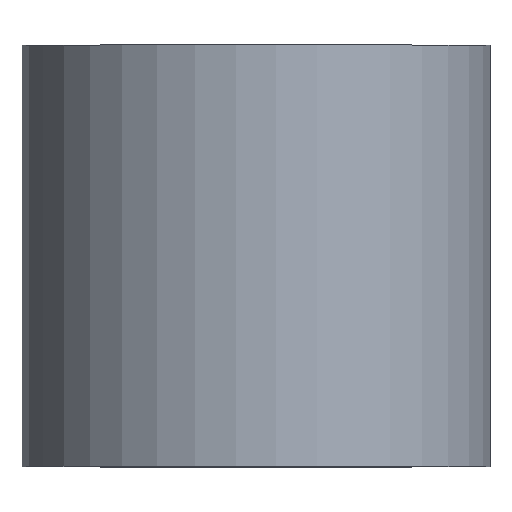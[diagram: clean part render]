
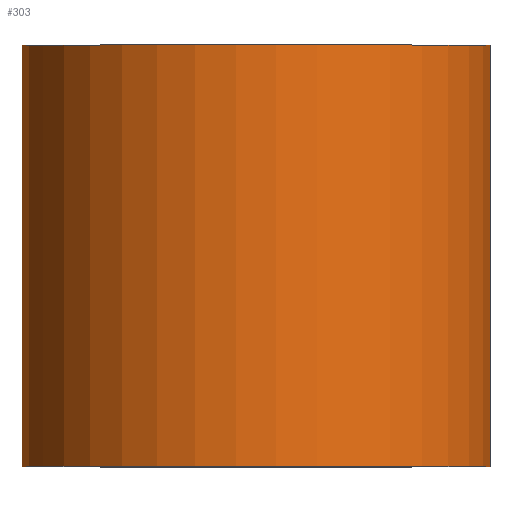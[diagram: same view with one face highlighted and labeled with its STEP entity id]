
A CAD part, top view. The second image highlights one B-rep face of the part: STEP entity #303.
In plain terms, the highlighted cylindrical face has radius 17 mm (diameter 34 mm), a partial arc.
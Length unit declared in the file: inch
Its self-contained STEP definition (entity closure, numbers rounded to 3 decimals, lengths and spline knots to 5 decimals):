
#43=FACE_OUTER_BOUND('',#61,.T.);
#61=EDGE_LOOP('',(#271,#272,#273,#274,#275,#276));
#70=LINE('',#474,#96);
#75=LINE('',#483,#101);
#83=LINE('',#516,#109);
#88=LINE('',#525,#114);
#96=VECTOR('',#378,0.3937);
#101=VECTOR('',#385,0.3937);
#109=VECTOR('',#425,0.3937);
#114=VECTOR('',#432,0.3937);
#127=CIRCLE('',#346,0.66929);
#130=CIRCLE('',#351,0.66929);
#132=VERTEX_POINT('',#452);
#139=VERTEX_POINT('',#473);
#142=VERTEX_POINT('',#481);
#150=VERTEX_POINT('',#511);
#151=VERTEX_POINT('',#515);
#154=VERTEX_POINT('',#523);
#166=EDGE_CURVE('',#139,#132,#70,.T.);
#171=EDGE_CURVE('',#132,#142,#75,.T.);
#187=EDGE_CURVE('',#151,#150,#83,.T.);
#192=EDGE_CURVE('',#150,#154,#88,.T.);
#193=EDGE_CURVE('',#151,#142,#127,.T.);
#196=EDGE_CURVE('',#154,#139,#130,.T.);
#271=ORIENTED_EDGE('',*,*,#187,.T.);
#272=ORIENTED_EDGE('',*,*,#192,.T.);
#273=ORIENTED_EDGE('',*,*,#196,.T.);
#274=ORIENTED_EDGE('',*,*,#166,.T.);
#275=ORIENTED_EDGE('',*,*,#171,.T.);
#276=ORIENTED_EDGE('',*,*,#193,.F.);
#286=CYLINDRICAL_SURFACE('',#350,0.66929);
#303=ADVANCED_FACE('',(#43),#286,.T.);
#346=AXIS2_PLACEMENT_3D('',#527,#435,#436);
#350=AXIS2_PLACEMENT_3D('',#531,#443,#444);
#351=AXIS2_PLACEMENT_3D('',#532,#445,#446);
#378=DIRECTION('',(0.,1.,0.));
#385=DIRECTION('',(0.,1.,0.));
#425=DIRECTION('',(0.,-1.,0.));
#432=DIRECTION('',(0.,-1.,0.));
#435=DIRECTION('center_axis',(0.,1.,0.));
#436=DIRECTION('ref_axis',(1.,0.,0.));
#443=DIRECTION('center_axis',(0.,1.,0.));
#444=DIRECTION('ref_axis',(1.,0.,0.));
#445=DIRECTION('center_axis',(0.,1.,0.));
#446=DIRECTION('ref_axis',(1.,0.,0.));
#452=CARTESIAN_POINT('',(0.66637,0.6,0.0625));
#473=CARTESIAN_POINT('',(0.66637,0.,0.0625));
#474=CARTESIAN_POINT('',(0.66637,0.,0.0625));
#481=CARTESIAN_POINT('',(0.66637,1.2,0.0625));
#483=CARTESIAN_POINT('',(0.66637,0.,0.0625));
#511=CARTESIAN_POINT('',(-0.66637,0.6,0.0625));
#515=CARTESIAN_POINT('',(-0.66637,1.2,0.0625));
#516=CARTESIAN_POINT('',(-0.66637,0.,0.0625));
#523=CARTESIAN_POINT('',(-0.66637,0.,0.0625));
#525=CARTESIAN_POINT('',(-0.66637,0.,0.0625));
#527=CARTESIAN_POINT('Origin',(0.,1.2,0.));
#531=CARTESIAN_POINT('Origin',(0.,0.,0.));
#532=CARTESIAN_POINT('Origin',(0.,0.,0.));
